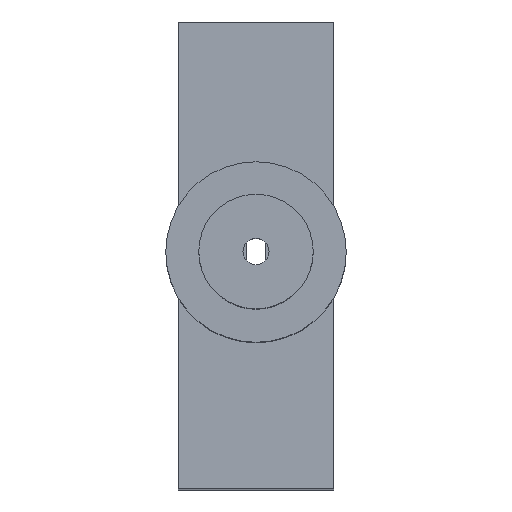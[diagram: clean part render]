
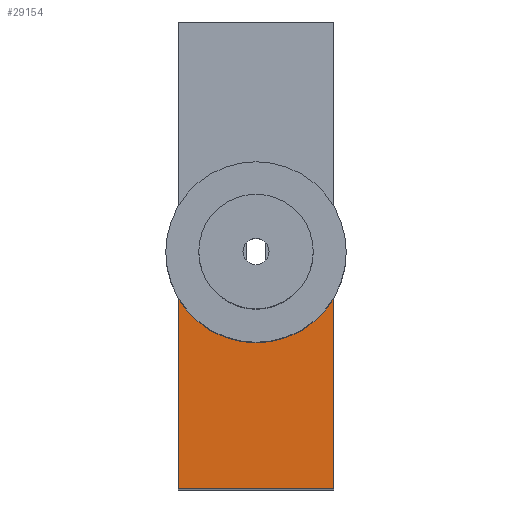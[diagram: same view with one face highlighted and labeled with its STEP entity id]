
A CAD part, top view. The second image highlights one B-rep face of the part: STEP entity #29154.
In plain terms, the highlighted planar face has unit normal (0, 0, 1).
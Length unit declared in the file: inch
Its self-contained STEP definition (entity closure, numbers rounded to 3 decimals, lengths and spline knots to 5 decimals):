
#28727=DIRECTION('',(0.,-1.,0.));
#28728=VECTOR('',#28727,0.375);
#28729=CARTESIAN_POINT('',(-0.125,0.,0.5));
#28730=LINE('',#28729,#28728);
#28787=DIRECTION('',(0.,-1.,0.));
#28788=VECTOR('',#28787,0.375);
#28789=CARTESIAN_POINT('',(0.125,0.,0.5));
#28790=LINE('',#28789,#28788);
#28808=CARTESIAN_POINT('',(0.,0.,0.5));
#28809=DIRECTION('',(0.,0.,1.));
#28810=DIRECTION('',(-1.,0.,0.));
#28811=AXIS2_PLACEMENT_3D('',#28808,#28809,#28810);
#28915=DIRECTION('',(1.,0.,0.));
#28916=VECTOR('',#28915,0.25);
#28917=CARTESIAN_POINT('',(-0.125,-0.375,0.5));
#28918=LINE('',#28917,#28916);
#28943=CARTESIAN_POINT('',(-0.125,-0.375,0.5));
#28945=VERTEX_POINT('',#28943);
#28951=CARTESIAN_POINT('',(0.125,-0.375,0.5));
#28953=VERTEX_POINT('',#28951);
#28991=CARTESIAN_POINT('',(0.125,0.,0.5));
#28992=CARTESIAN_POINT('',(-0.125,0.,0.5));
#28993=VERTEX_POINT('',#28991);
#28994=VERTEX_POINT('',#28992);
#29141=CARTESIAN_POINT('',(-0.125,0.375,0.5));
#29142=DIRECTION('',(0.,0.,1.));
#29143=DIRECTION('',(0.,-1.,0.));
#29144=AXIS2_PLACEMENT_3D('',#29141,#29142,#29143);
#29145=PLANE('',#29144);
#29147=ORIENTED_EDGE('',*,*,#29146,.T.);
#29148=ORIENTED_EDGE('',*,*,#29086,.T.);
#29150=ORIENTED_EDGE('',*,*,#29149,.F.);
#29151=ORIENTED_EDGE('',*,*,#29022,.F.);
#29152=EDGE_LOOP('',(#29147,#29148,#29150,#29151));
#29153=FACE_OUTER_BOUND('',#29152,.F.);
#29154=ADVANCED_FACE('',(#29153),#29145,.T.);
#28812=CIRCLE('',#28811,0.125);
#29022=EDGE_CURVE('',#28994,#28945,#28730,.T.);
#29086=EDGE_CURVE('',#28993,#28953,#28790,.T.);
#29146=EDGE_CURVE('',#28994,#28993,#28812,.T.);
#29149=EDGE_CURVE('',#28945,#28953,#28918,.T.);
